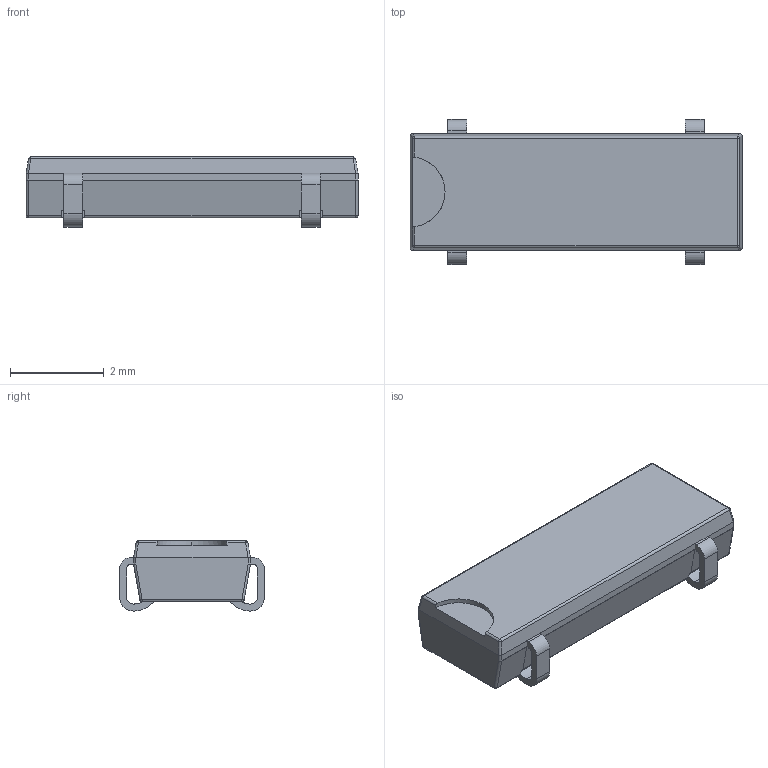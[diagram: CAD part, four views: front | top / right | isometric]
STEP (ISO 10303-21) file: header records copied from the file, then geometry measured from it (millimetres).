
FILE_DESCRIPTION (( 'STEP AP214' ), '1' );
FILE_NAME ('SW3dPS-EA96.STEP', '2009-07-08T14:18:12', ( 'sysAdmin' ), ( 'SolidWorks' ), 'SwSTEP 2.0', 'SolidWorks 2009', '' );
FILE_SCHEMA (( 'AUTOMOTIVE_DESIGN' ));
Length unit declared in the file: millimetre
Products named in the file (1): SW3dPS-EA96
Bounding box: 7.1 x 3.1 x 1.5 mm (x, y, z)
Volume: 22.8 mm3; surface area: 71.2 mm2
Topology: 5 solids, 5 shells, 148 faces, 382 edges, 240 vertices
Faces by surface type: plane 83, cylinder 53, sphere 12
Entity records: 5384 total; most frequent: CARTESIAN_POINT 839, DIRECTION 756, ORIENTED_EDGE 756, EDGE_CURVE 378, VECTOR 266, LINE 266, AXIS2_PLACEMENT_3D 245, VERTEX_POINT 240
